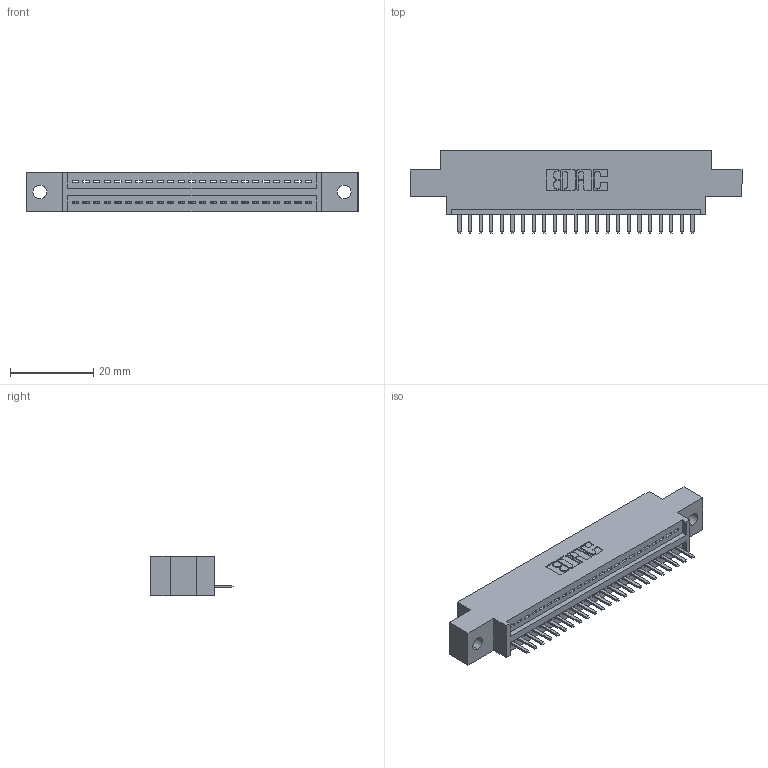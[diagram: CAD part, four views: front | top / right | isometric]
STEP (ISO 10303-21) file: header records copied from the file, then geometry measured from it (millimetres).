
FILE_DESCRIPTION (( 'STEP AP203' ), '1' );
FILE_NAME ('395-023-520-602.STEP', '2019-10-18T04:03:18', ( '' ), ( '' ), 'SwSTEP 2.0', 'SolidWorks 2016', '' );
FILE_SCHEMA (( 'CONFIG_CONTROL_DESIGN' ));
Length unit declared in the file: inch
Products named in the file (3): 345-292-001_345-293-120; 345 Part_0.170 Offset - 0.128 Dia; 395-023-520-602
Assembly tree (24 placements, depth 2):
  395-023-520-602
    345 Part_0.170 Offset - 0.128 Dia
    345-292-001_345-293-120  x23
Bounding box: 79.63 x 19.68 x 9.4 mm (x, y, z)
Volume: 7191.4 mm3; surface area: 8937.1 mm2
Topology: 24 solids, 24 shells, 1556 faces, 4585 edges, 2994 vertices
Faces by surface type: plane 1050, cylinder 506
Entity records: 20117 total; most frequent: CARTESIAN_POINT 3505, ORIENTED_EDGE 3450, DIRECTION 3075, EDGE_CURVE 1725, VECTOR 1497, LINE 1497, VERTEX_POINT 1146, AXIS2_PLACEMENT_3D 789
